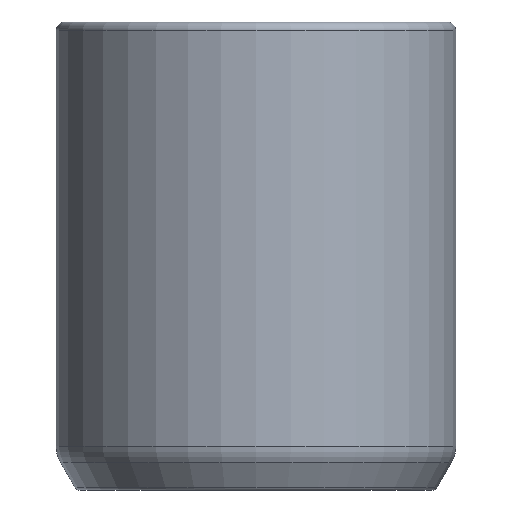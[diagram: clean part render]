
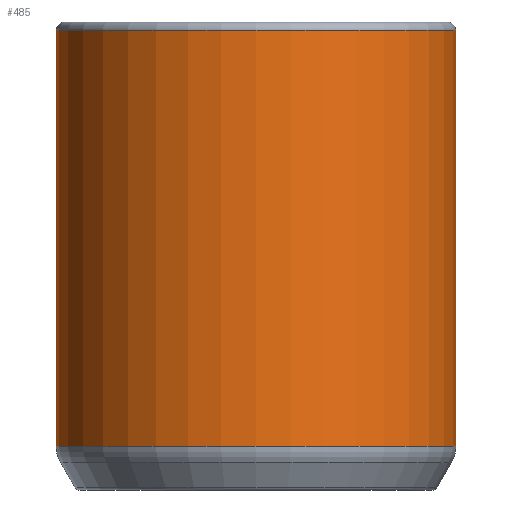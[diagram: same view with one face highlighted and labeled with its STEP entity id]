
A CAD part, front view. The second image highlights one B-rep face of the part: STEP entity #485.
In plain terms, the highlighted cylindrical face has radius 12 mm (diameter 24 mm), a full revolution.
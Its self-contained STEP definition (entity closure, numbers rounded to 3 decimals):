
#26=CYLINDRICAL_SURFACE('',#523,12.);
#46=ORIENTED_EDGE('',*,*,#100,.T.);
#47=ORIENTED_EDGE('',*,*,#101,.T.);
#100=EDGE_CURVE('',#127,#127,#154,.F.);
#101=EDGE_CURVE('',#128,#128,#155,.F.);
#127=VERTEX_POINT('',#696);
#128=VERTEX_POINT('',#698);
#154=CIRCLE('',#524,12.);
#155=CIRCLE('',#525,12.);
#181=EDGE_LOOP('',(#46));
#182=EDGE_LOOP('',(#47));
#235=FACE_BOUND('',#181,.T.);
#236=FACE_BOUND('',#182,.T.);
#485=ADVANCED_FACE('',(#235,#236),#26,.T.);
#523=AXIS2_PLACEMENT_3D('',#694,#588,#589);
#524=AXIS2_PLACEMENT_3D('',#695,#590,#591);
#525=AXIS2_PLACEMENT_3D('',#697,#592,#593);
#588=DIRECTION('',(0.,0.,1.));
#589=DIRECTION('',(1.,0.,0.));
#590=DIRECTION('',(0.,0.,1.));
#591=DIRECTION('',(1.,0.,0.));
#592=DIRECTION('',(0.,0.,-1.));
#593=DIRECTION('',(-1.,0.,0.));
#694=CARTESIAN_POINT('',(0.,0.,28.1));
#695=CARTESIAN_POINT('',(0.,0.,27.6));
#696=CARTESIAN_POINT('',(12.,0.,27.6));
#697=CARTESIAN_POINT('',(0.,0.,2.635));
#698=CARTESIAN_POINT('',(-12.,0.,2.635));
